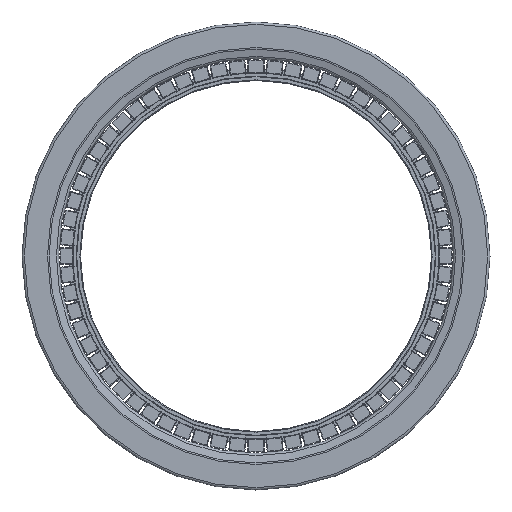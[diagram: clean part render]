
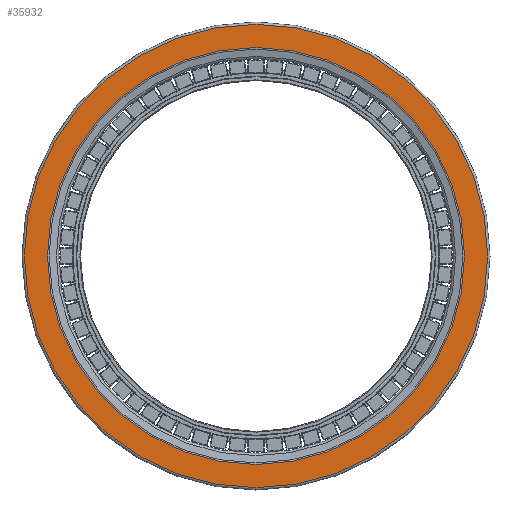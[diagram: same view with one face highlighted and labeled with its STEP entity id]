
A CAD part, front view. The second image highlights one B-rep face of the part: STEP entity #35932.
In plain terms, the highlighted planar face has unit normal (0, -1, 0).
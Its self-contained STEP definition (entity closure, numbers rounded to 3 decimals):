
#18=FACE_BOUND('',#11103,.T.);
#766=PLANE('',#40554);
#8801=FACE_OUTER_BOUND('',#11102,.T.);
#11102=EDGE_LOOP('',(#29995));
#11103=EDGE_LOOP('',(#29996));
#13646=CIRCLE('',#40555,79.2);
#13647=CIRCLE('',#40556,71.263);
#16243=VERTEX_POINT('',#61635);
#16244=VERTEX_POINT('',#61637);
#20882=EDGE_CURVE('',#16243,#16243,#13646,.T.);
#20883=EDGE_CURVE('',#16244,#16244,#13647,.T.);
#29995=ORIENTED_EDGE('',*,*,#20882,.F.);
#29996=ORIENTED_EDGE('',*,*,#20883,.T.);
#35932=ADVANCED_FACE('',(#8801,#18),#766,.T.);
#40554=AXIS2_PLACEMENT_3D('',#61634,#51743,#51744);
#40555=AXIS2_PLACEMENT_3D('',#61636,#51745,#51746);
#40556=AXIS2_PLACEMENT_3D('',#61638,#51747,#51748);
#51743=DIRECTION('center_axis',(0.,-1.,0.));
#51744=DIRECTION('ref_axis',(0.,0.,-1.));
#51745=DIRECTION('center_axis',(0.,1.,0.));
#51746=DIRECTION('ref_axis',(1.,0.,0.));
#51747=DIRECTION('center_axis',(0.,1.,0.));
#51748=DIRECTION('ref_axis',(1.,0.,0.));
#61634=CARTESIAN_POINT('Origin',(-80.,-12.,0.));
#61635=CARTESIAN_POINT('',(0.,-12.,-79.2));
#61636=CARTESIAN_POINT('Origin',(0.,-12.,0.));
#61637=CARTESIAN_POINT('',(0.,-12.,-71.263));
#61638=CARTESIAN_POINT('Origin',(0.,-12.,0.));
